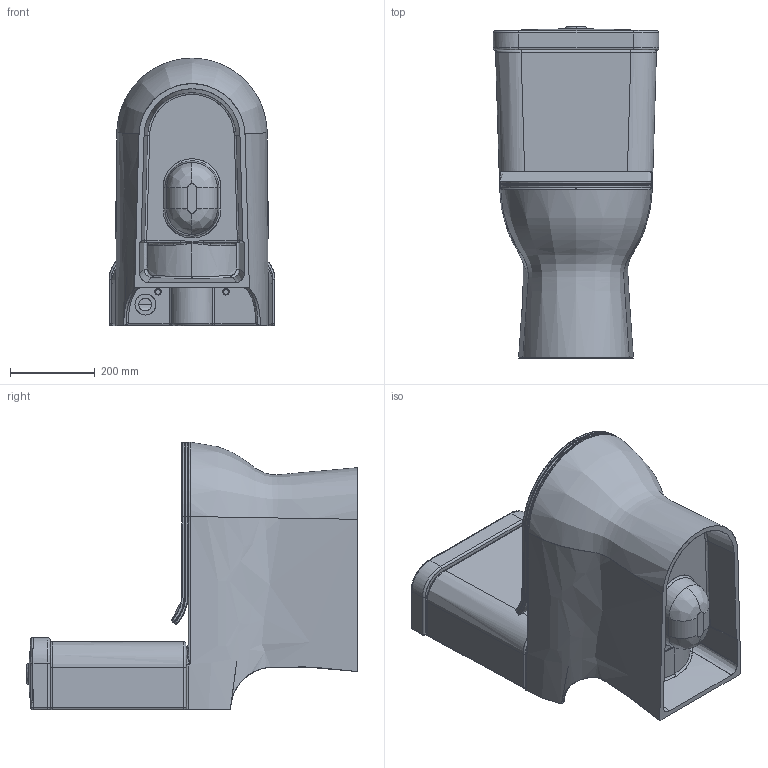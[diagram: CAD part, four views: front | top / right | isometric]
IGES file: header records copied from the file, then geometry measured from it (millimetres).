
Start section: SolidWorks IGES file using analytic representation for surfaces
Global section: file name: AIRCC77.IGS; native system: SolidWorks 2018; preprocessor: SolidWorks 2018; author: Jorge; date: 180924.092429; units: millimetre
Bounding box: 390 x 781.52 x 629.94 mm (x, y, z)
Surface area: 3026830.7 mm2 (no closed solid volume)
Topology: 0 solids, 0 shells, 631 faces, 8974 edges, 8965 vertices
Faces by surface type: bspline 392, revolution 239
